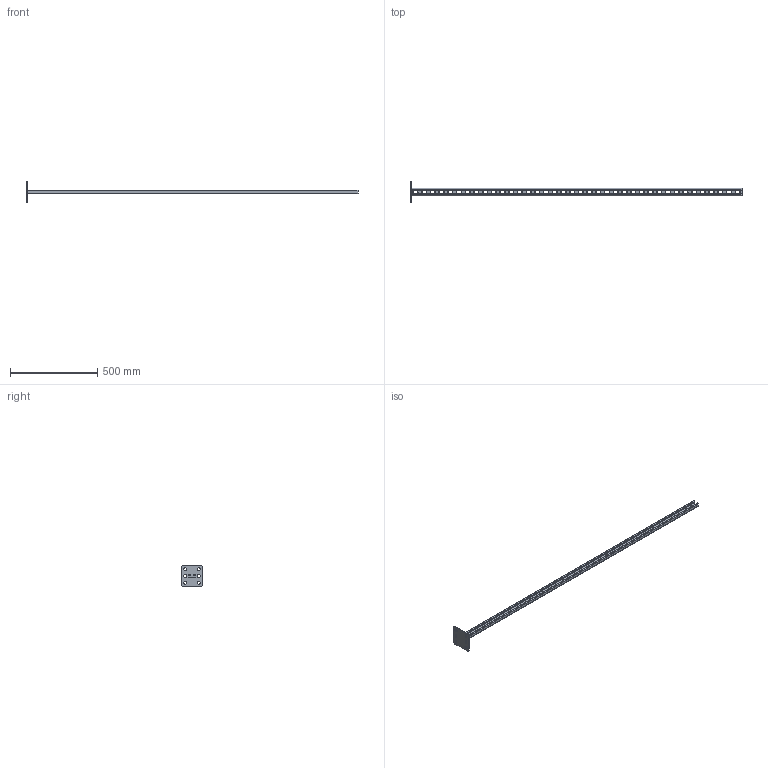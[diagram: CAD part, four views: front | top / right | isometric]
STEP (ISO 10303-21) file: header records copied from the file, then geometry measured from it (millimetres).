
FILE_DESCRIPTION (( 'STEP AP203' ), '1' );
FILE_NAME ('Êðîíøòåéí ïîòîëî÷íûé îäèíàðíûé_h21-1900.step', '2022-01-27T08:20:10', ( '' ), ( '' ), 'SwSTEP 2.0', 'SolidWorks 2017', '' );
FILE_SCHEMA (( 'CONFIG_CONTROL_DESIGN' ));
Length unit declared in the file: millimetre
Products named in the file (3): Êðîíøòåéí ïîòîëî÷íûé îäèíàðíûé_h21-1900; STRUT-镳铘桦黖h21-1900; Ïÿòêà ïîòîëî÷êàÿ
Assembly tree (2 placements, depth 2):
  Êðîíøòåéí ïîòîëî÷íûé îäèíàðíûé_h21-1900
    Ïÿòêà ïîòîëî÷êàÿ
    STRUT-镳铘桦黖h21-1900
Bounding box: 1906 x 120 x 120 mm (x, y, z)
Volume: 493527.4 mm3; surface area: 380550.1 mm2
Topology: 2 solids, 2 shells, 1842 faces, 5466 edges, 3628 vertices
Faces by surface type: plane 1736, cylinder 106
Entity records: 60959 total; most frequent: CARTESIAN_POINT 10941, ORIENTED_EDGE 10932, DIRECTION 9372, EDGE_CURVE 5466, LINE 5254, VECTOR 5254, VERTEX_POINT 3628, AXIS2_PLACEMENT_3D 2059
